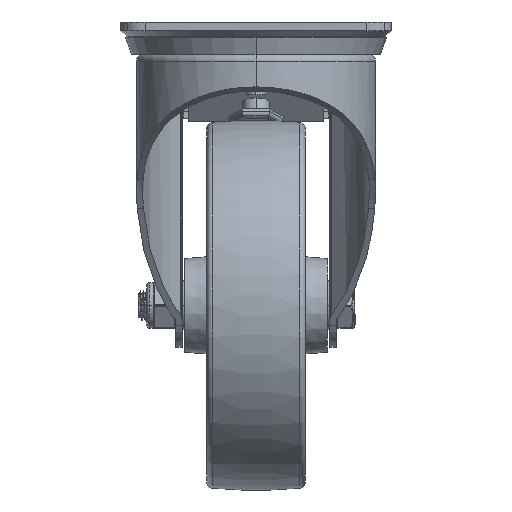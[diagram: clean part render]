
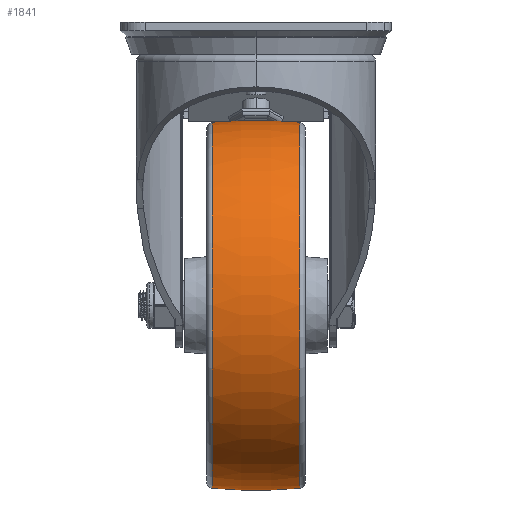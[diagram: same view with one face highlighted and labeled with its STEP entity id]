
A CAD part, left-side view. The second image highlights one B-rep face of the part: STEP entity #1841.
In plain terms, the highlighted toroidal (fillet/blend) face has major radius 125.5 mm and minor radius 200.5 mm.
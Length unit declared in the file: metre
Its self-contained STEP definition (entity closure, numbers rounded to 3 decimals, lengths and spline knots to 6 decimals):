
#1841=ADVANCED_FACE('1:1713',(#3115),#3116,.T.);
#3115=FACE_OUTER_BOUND('',#7034,.T.);
#3116=TOROIDAL_SURFACE('',#7035,-0.1255,0.2005);
#7034=EDGE_LOOP('',(#16678,#16679,#16680,#16681));
#7035=AXIS2_PLACEMENT_3D('',#16682,#16683,#16684);
#16678=ORIENTED_EDGE('',*,*,#20670,.T.);
#16679=ORIENTED_EDGE('',*,*,#20678,.F.);
#16680=ORIENTED_EDGE('',*,*,#20672,.T.);
#16681=ORIENTED_EDGE('',*,*,#20676,.T.);
#16682=CARTESIAN_POINT('',(0.0,0.,0.0));
#16683=DIRECTION('',(0.0,-1.0,0.0));
#16684=DIRECTION('',(0.0,0.0,-1.0));
#20670=EDGE_CURVE('',#23254,#23246,#23255,.T.);
#20672=EDGE_CURVE('',#23249,#23256,#23258,.T.);
#20676=EDGE_CURVE('1:1728',#23256,#23254,#23264,.T.);
#20678=EDGE_CURVE('1:1734',#23249,#23246,#23266,.T.);
#23246=VERTEX_POINT('',#28189);
#23249=VERTEX_POINT('',#28192);
#23254=VERTEX_POINT('',#28197);
#23255=CIRCLE('',#28198,0.2005);
#23256=VERTEX_POINT('',#28199);
#23258=CIRCLE('',#28201,0.2005);
#23264=CIRCLE('',#28207,0.074215);
#23266=CIRCLE('',#28209,0.074215);
#28189=CARTESIAN_POINT('',(0.,-0.017721,-0.074215));
#28192=CARTESIAN_POINT('',(0.0,-0.017721,0.074215));
#28197=CARTESIAN_POINT('',(0.,0.017721,-0.074215));
#28198=AXIS2_PLACEMENT_3D('',#34511,#34512,#34513);
#28199=CARTESIAN_POINT('',(0.0,0.017721,0.074215));
#28201=AXIS2_PLACEMENT_3D('',#34517,#34518,#34519);
#28207=AXIS2_PLACEMENT_3D('',#34529,#34530,#34531);
#28209=AXIS2_PLACEMENT_3D('',#34535,#34536,#34537);
#34511=CARTESIAN_POINT('',(0.,0.,0.1255));
#34512=DIRECTION('',(-1.0,-0.0,0.));
#34513=DIRECTION('',(0.,0.0,-1.0));
#34517=CARTESIAN_POINT('',(0.,0.,-0.1255));
#34518=DIRECTION('',(-1.0,-0.0,0.));
#34519=DIRECTION('',(0.,0.0,1.0));
#34529=CARTESIAN_POINT('',(0.0,0.017721,0.0));
#34530=DIRECTION('',(0.0,-1.0,0.0));
#34531=DIRECTION('',(0.0,0.0,1.0));
#34535=CARTESIAN_POINT('',(0.0,-0.017721,0.0));
#34536=DIRECTION('',(0.0,-1.0,0.0));
#34537=DIRECTION('',(0.0,0.0,1.0));
